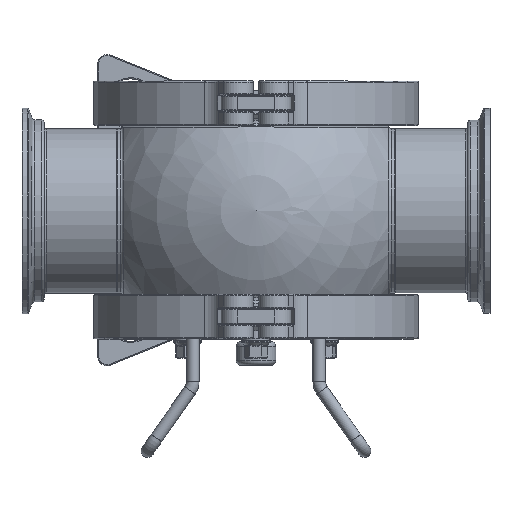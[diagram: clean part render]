
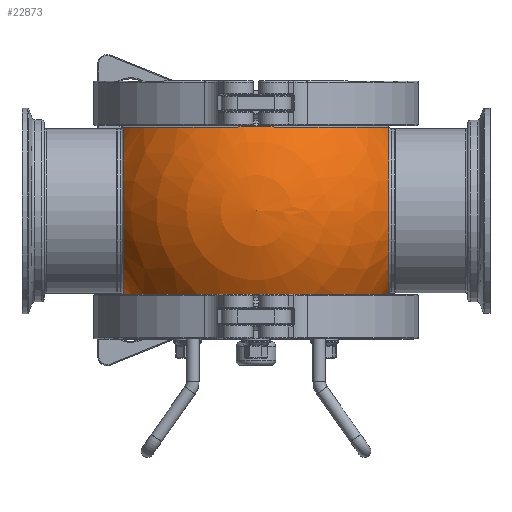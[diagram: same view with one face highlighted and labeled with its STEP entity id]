
A CAD part, top view. The second image highlights one B-rep face of the part: STEP entity #22873.
In plain terms, the highlighted spherical face has radius 102 mm.
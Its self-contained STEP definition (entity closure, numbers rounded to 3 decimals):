
#24=SPHERICAL_SURFACE('',#25173,102.);
#4258=FACE_OUTER_BOUND('',#5700,.T.);
#5700=EDGE_LOOP('',(#16814,#16815,#16816,#16817,#16818,#16819,#16820));
#7504=CIRCLE('',#25119,57.862);
#7533=CIRCLE('',#25158,87.209);
#7537=CIRCLE('',#25164,87.209);
#7543=CIRCLE('',#25174,57.862);
#7544=CIRCLE('',#25175,102.);
#7545=CIRCLE('',#25176,57.862);
#9370=VERTEX_POINT('',#40188);
#9371=VERTEX_POINT('',#40192);
#9401=VERTEX_POINT('',#40313);
#9408=VERTEX_POINT('',#40341);
#9412=VERTEX_POINT('',#40370);
#9413=VERTEX_POINT('',#40372);
#11986=EDGE_CURVE('',#9371,#9370,#7504,.T.);
#12029=EDGE_CURVE('',#9371,#9401,#7533,.T.);
#12039=EDGE_CURVE('',#9370,#9408,#7537,.T.);
#12047=EDGE_CURVE('',#9408,#9412,#7543,.T.);
#12048=EDGE_CURVE('',#9413,#9412,#7544,.T.);
#12049=EDGE_CURVE('',#9412,#9401,#7545,.T.);
#16814=ORIENTED_EDGE('',*,*,#11986,.T.);
#16815=ORIENTED_EDGE('',*,*,#12039,.T.);
#16816=ORIENTED_EDGE('',*,*,#12047,.T.);
#16817=ORIENTED_EDGE('',*,*,#12048,.F.);
#16818=ORIENTED_EDGE('',*,*,#12048,.T.);
#16819=ORIENTED_EDGE('',*,*,#12049,.T.);
#16820=ORIENTED_EDGE('',*,*,#12029,.F.);
#22873=ADVANCED_FACE('',(#4258),#24,.T.);
#25119=AXIS2_PLACEMENT_3D('',#40193,#29883,#29884);
#25158=AXIS2_PLACEMENT_3D('',#40314,#29965,#29966);
#25164=AXIS2_PLACEMENT_3D('',#40345,#29977,#29978);
#25173=AXIS2_PLACEMENT_3D('',#40369,#29995,#29996);
#25174=AXIS2_PLACEMENT_3D('',#40371,#29997,#29998);
#25175=AXIS2_PLACEMENT_3D('',#40373,#29999,#30000);
#25176=AXIS2_PLACEMENT_3D('',#40374,#30001,#30002);
#29883=DIRECTION('center_axis',(1.,0.,0.));
#29884=DIRECTION('ref_axis',(0.,0.,
-1.));
#29965=DIRECTION('center_axis',(0.,1.,0.));
#29966=DIRECTION('ref_axis',(1.,0.,0.));
#29977=DIRECTION('center_axis',(0.,1.,0.));
#29978=DIRECTION('ref_axis',(1.,0.,0.));
#29995=DIRECTION('center_axis',(0.,0.,
1.));
#29996=DIRECTION('ref_axis',(-1.,0.,0.));
#29997=DIRECTION('center_axis',(-1.,0.,0.));
#29998=DIRECTION('ref_axis',(0.,0.,
1.));
#29999=DIRECTION('center_axis',(0.,1.,0.));
#30000=DIRECTION('ref_axis',(1.,0.,0.));
#30001=DIRECTION('center_axis',(-1.,0.,0.));
#30002=DIRECTION('ref_axis',(0.,0.,
1.));
#40188=CARTESIAN_POINT('',(-84.,-52.902,23.44));
#40192=CARTESIAN_POINT('',(-84.,52.902,23.44));
#40193=CARTESIAN_POINT('Origin',(-84.,0.,
0.));
#40313=CARTESIAN_POINT('',(84.,52.902,23.44));
#40314=CARTESIAN_POINT('Origin',(0.,52.902,0.));
#40341=CARTESIAN_POINT('',(84.,-52.902,23.44));
#40345=CARTESIAN_POINT('Origin',(0.,-52.902,
0.));
#40369=CARTESIAN_POINT('Origin',(0.,0.,0.));
#40370=CARTESIAN_POINT('',(84.,0.,57.862));
#40371=CARTESIAN_POINT('Origin',(84.,0.,
0.));
#40372=CARTESIAN_POINT('',(0.,0.,102.));
#40373=CARTESIAN_POINT('Origin',(0.,0.,0.));
#40374=CARTESIAN_POINT('Origin',(84.,0.,
0.));
